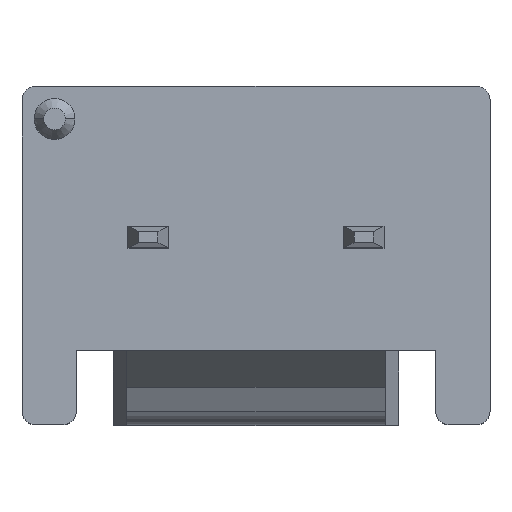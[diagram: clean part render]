
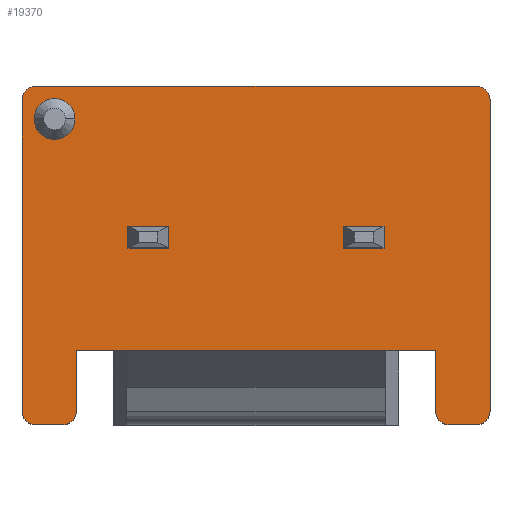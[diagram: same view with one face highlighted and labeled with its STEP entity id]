
A CAD part, top view. The second image highlights one B-rep face of the part: STEP entity #19370.
In plain terms, the highlighted planar face has unit normal (0, 0, 1).
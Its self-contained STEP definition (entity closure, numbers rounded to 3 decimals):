
#100=CARTESIAN_POINT('',(0.067,-13.061,20.1));
#110=VERTEX_POINT('',#100);
#160=CARTESIAN_POINT('',(0.067,0.,20.1));
#170=DIRECTION('',(0.,1.,0.));
#180=VECTOR('',#170,1.);
#190=LINE('',#160,#180);
#200=CARTESIAN_POINT('',(0.067,-10.811,20.1));
#210=VERTEX_POINT('',#200);
#220=EDGE_CURVE('',#110,#210,#190,.T.);
#2770=CARTESIAN_POINT('',(11.387,-7.061,20.1));
#2780=VERTEX_POINT('',#2770);
#2810=CARTESIAN_POINT('',(3.96,-7.061,20.1));
#2820=DIRECTION('',(1.,0.,0.));
#2830=VECTOR('',#2820,1.);
#2840=LINE('',#2810,#2830);
#2850=CARTESIAN_POINT('',(9.887,-7.061,20.1));
#2860=VERTEX_POINT('',#2850);
#2870=EDGE_CURVE('',#2860,#2780,#2840,.T.);
#3580=CARTESIAN_POINT('',(-0.433,-13.561,20.1));
#3590=VERTEX_POINT('',#3580);
#3620=CARTESIAN_POINT('',(-0.433,-13.061,20.1));
#3630=DIRECTION('',(0.,0.,-1.));
#3640=DIRECTION('',(-1.,0.,0.));
#3650=AXIS2_PLACEMENT_3D('',#3620,#3630,#3640);
#3660=CIRCLE('',#3650,0.5);
#3670=EDGE_CURVE('',#110,#3590,#3660,.T.);
#5190=CARTESIAN_POINT('',(-1.933,-1.611,20.1));
#5200=VERTEX_POINT('',#5190);
#5230=CARTESIAN_POINT('',(-1.933,0.,20.1));
#5240=DIRECTION('',(0.,-1.,0.));
#5250=VECTOR('',#5240,1.);
#5260=LINE('',#5230,#5250);
#5270=CARTESIAN_POINT('',(-1.933,-13.061,20.1));
#5280=VERTEX_POINT('',#5270);
#5290=EDGE_CURVE('',#5200,#5280,#5260,.T.);
#7390=CARTESIAN_POINT('',(-1.433,-13.561,20.1));
#7400=VERTEX_POINT('',#7390);
#7430=CARTESIAN_POINT('',(3.96,-13.561,20.1));
#7440=DIRECTION('',(1.,0.,0.));
#7450=VECTOR('',#7440,1.);
#7460=LINE('',#7430,#7450);
#7470=EDGE_CURVE('',#7400,#3590,#7460,.T.);
#7660=CARTESIAN_POINT('',(-1.433,-13.061,20.1));
#7670=DIRECTION('',(0.,0.,-1.));
#7680=DIRECTION('',(-1.,0.,0.));
#7690=AXIS2_PLACEMENT_3D('',#7660,#7670,#7680);
#7700=CIRCLE('',#7690,0.5);
#7710=EDGE_CURVE('',#7400,#5280,#7700,.T.);
#8740=CARTESIAN_POINT('',(9.887,-6.261,20.1));
#8750=VERTEX_POINT('',#8740);
#8780=CARTESIAN_POINT('',(3.96,-6.261,20.1));
#8790=DIRECTION('',(-1.,0.,0.));
#8800=VECTOR('',#8790,1.);
#8810=LINE('',#8780,#8800);
#8820=CARTESIAN_POINT('',(11.387,-6.261,20.1));
#8830=VERTEX_POINT('',#8820);
#8840=EDGE_CURVE('',#8830,#8750,#8810,.T.);
#9830=CARTESIAN_POINT('',(3.96,-10.811,20.1));
#9840=DIRECTION('',(1.,0.,0.));
#9850=VECTOR('',#9840,1.);
#9860=LINE('',#9830,#9850);
#9870=CARTESIAN_POINT('',(13.287,-10.811,20.1));
#9880=VERTEX_POINT('',#9870);
#9890=EDGE_CURVE('',#210,#9880,#9860,.T.);
#17500=CARTESIAN_POINT('',(13.287,-13.061,20.1));
#17510=VERTEX_POINT('',#17500);
#17540=CARTESIAN_POINT('',(13.787,-13.061,20.1));
#17550=DIRECTION('',(0.,0.,-1.));
#17560=DIRECTION('',(-1.,0.,0.));
#17570=AXIS2_PLACEMENT_3D('',#17540,#17550,#17560);
#17580=CIRCLE('',#17570,0.5);
#17590=CARTESIAN_POINT('',(13.787,-13.561,20.1));
#17600=VERTEX_POINT('',#17590);
#17610=EDGE_CURVE('',#17600,#17510,#17580,.T.);
#18030=CARTESIAN_POINT('',(-2.363,-13.872,20.1));
#18040=DIRECTION('',(0.,0.,1.));
#18050=DIRECTION('',(1.,0.,0.));
#18060=AXIS2_PLACEMENT_3D('',#18030,#18040,#18050);
#18070=PLANE('',#18060);
#18080=CARTESIAN_POINT('',(3.96,-1.111,20.1));
#18090=DIRECTION('',(-1.,0.,0.));
#18100=VECTOR('',#18090,1.);
#18110=LINE('',#18080,#18100);
#18120=CARTESIAN_POINT('',(14.787,-1.111,20.1));
#18130=VERTEX_POINT('',#18120);
#18140=CARTESIAN_POINT('',(-1.433,-1.111,20.1));
#18150=VERTEX_POINT('',#18140);
#18160=EDGE_CURVE('',#18130,#18150,#18110,.T.);
#18170=ORIENTED_EDGE('',*,*,#18160,.T.);
#18180=CARTESIAN_POINT('',(14.787,-1.611,20.1));
#18190=DIRECTION('',(0.,0.,-1.));
#18200=DIRECTION('',(-1.,0.,0.));
#18210=AXIS2_PLACEMENT_3D('',#18180,#18190,#18200);
#18220=CIRCLE('',#18210,0.5);
#18230=CARTESIAN_POINT('',(15.287,-1.611,20.1));
#18240=VERTEX_POINT('',#18230);
#18250=EDGE_CURVE('',#18130,#18240,#18220,.T.);
#18260=ORIENTED_EDGE('',*,*,#18250,.F.);
#18270=CARTESIAN_POINT('',(15.287,0.,20.1));
#18280=DIRECTION('',(0.,1.,0.));
#18290=VECTOR('',#18280,1.);
#18300=LINE('',#18270,#18290);
#18310=CARTESIAN_POINT('',(15.287,-13.061,20.1));
#18320=VERTEX_POINT('',#18310);
#18330=EDGE_CURVE('',#18320,#18240,#18300,.T.);
#18340=ORIENTED_EDGE('',*,*,#18330,.T.);
#18350=CARTESIAN_POINT('',(14.787,-13.061,20.1));
#18360=DIRECTION('',(0.,0.,-1.));
#18370=DIRECTION('',(-1.,0.,0.));
#18380=AXIS2_PLACEMENT_3D('',#18350,#18360,#18370);
#18390=CIRCLE('',#18380,0.5);
#18400=CARTESIAN_POINT('',(14.787,-13.561,20.1));
#18410=VERTEX_POINT('',#18400);
#18420=EDGE_CURVE('',#18320,#18410,#18390,.T.);
#18430=ORIENTED_EDGE('',*,*,#18420,.F.);
#18440=CARTESIAN_POINT('',(3.96,-13.561,20.1));
#18450=DIRECTION('',(1.,0.,0.));
#18460=VECTOR('',#18450,1.);
#18470=LINE('',#18440,#18460);
#18480=EDGE_CURVE('',#17600,#18410,#18470,.T.);
#18490=ORIENTED_EDGE('',*,*,#18480,.T.);
#18500=ORIENTED_EDGE('',*,*,#17610,.F.);
#18510=CARTESIAN_POINT('',(13.287,0.,20.1));
#18520=DIRECTION('',(0.,-1.,0.));
#18530=VECTOR('',#18520,1.);
#18540=LINE('',#18510,#18530);
#18550=EDGE_CURVE('',#9880,#17510,#18540,.T.);
#18560=ORIENTED_EDGE('',*,*,#18550,.T.);
#18570=ORIENTED_EDGE('',*,*,#9890,.T.);
#18580=ORIENTED_EDGE('',*,*,#220,.T.);
#18590=ORIENTED_EDGE('',*,*,#3670,.F.);
#18600=ORIENTED_EDGE('',*,*,#7470,.T.);
#18610=ORIENTED_EDGE('',*,*,#7710,.F.);
#18620=ORIENTED_EDGE('',*,*,#5290,.T.);
#18630=CARTESIAN_POINT('',(-1.433,-1.611,20.1));
#18640=DIRECTION('',(0.,0.,1.));
#18650=DIRECTION('',(1.,0.,0.));
#18660=AXIS2_PLACEMENT_3D('',#18630,#18640,#18650);
#18670=CIRCLE('',#18660,0.5);
#18680=EDGE_CURVE('',#18150,#5200,#18670,.T.);
#18690=ORIENTED_EDGE('',*,*,#18680,.T.);
#18700=EDGE_LOOP('',(#18690,#18620,#18610,#18600,#18590,#18580,#18570,
#18560,#18500,#18490,#18430,#18340,#18260,#18170));
#18710=FACE_OUTER_BOUND('',#18700,.T.);
#18720=CARTESIAN_POINT('',(9.887,0.,20.1));
#18730=DIRECTION('',(0.,-1.,0.));
#18740=VECTOR('',#18730,1.);
#18750=LINE('',#18720,#18740);
#18760=EDGE_CURVE('',#8750,#2860,#18750,.T.);
#18770=ORIENTED_EDGE('',*,*,#18760,.F.);
#18780=ORIENTED_EDGE('',*,*,#2870,.F.);
#18790=CARTESIAN_POINT('',(11.387,0.,20.1));
#18800=DIRECTION('',(0.,1.,0.));
#18810=VECTOR('',#18800,1.);
#18820=LINE('',#18790,#18810);
#18830=EDGE_CURVE('',#2780,#8830,#18820,.T.);
#18840=ORIENTED_EDGE('',*,*,#18830,.F.);
#18850=ORIENTED_EDGE('',*,*,#8840,.F.);
#18860=EDGE_LOOP('',(#18850,#18840,#18780,#18770));
#18870=FACE_BOUND('',#18860,.T.);
#18880=CARTESIAN_POINT('',(3.96,-7.061,20.1));
#18890=DIRECTION('',(1.,0.,0.));
#18900=VECTOR('',#18890,1.);
#18910=LINE('',#18880,#18900);
#18920=CARTESIAN_POINT('',(1.967,-7.061,20.1));
#18930=VERTEX_POINT('',#18920);
#18940=CARTESIAN_POINT('',(3.467,-7.061,20.1));
#18950=VERTEX_POINT('',#18940);
#18960=EDGE_CURVE('',#18930,#18950,#18910,.T.);
#18970=ORIENTED_EDGE('',*,*,#18960,.F.);
#18980=CARTESIAN_POINT('',(3.467,0.,20.1));
#18990=DIRECTION('',(0.,1.,0.));
#19000=VECTOR('',#18990,1.);
#19010=LINE('',#18980,#19000);
#19020=CARTESIAN_POINT('',(3.467,-6.261,20.1));
#19030=VERTEX_POINT('',#19020);
#19040=EDGE_CURVE('',#18950,#19030,#19010,.T.);
#19050=ORIENTED_EDGE('',*,*,#19040,.F.);
#19060=CARTESIAN_POINT('',(3.96,-6.261,20.1));
#19070=DIRECTION('',(-1.,0.,0.));
#19080=VECTOR('',#19070,1.);
#19090=LINE('',#19060,#19080);
#19100=CARTESIAN_POINT('',(1.967,-6.261,20.1));
#19110=VERTEX_POINT('',#19100);
#19120=EDGE_CURVE('',#19030,#19110,#19090,.T.);
#19130=ORIENTED_EDGE('',*,*,#19120,.F.);
#19140=CARTESIAN_POINT('',(1.967,0.,20.1));
#19150=DIRECTION('',(0.,-1.,0.));
#19160=VECTOR('',#19150,1.);
#19170=LINE('',#19140,#19160);
#19180=EDGE_CURVE('',#19110,#18930,#19170,.T.);
#19190=ORIENTED_EDGE('',*,*,#19180,.F.);
#19200=EDGE_LOOP('',(#19190,#19130,#19050,#18970));
#19210=FACE_BOUND('',#19200,.T.);
#19220=CARTESIAN_POINT('',(-0.733,-2.311,20.1));
#19230=DIRECTION('',(0.,0.,1.));
#19240=DIRECTION('',(1.,0.,0.));
#19250=AXIS2_PLACEMENT_3D('',#19220,#19230,#19240);
#19260=CIRCLE('',#19250,0.75);
#19270=CARTESIAN_POINT('',(-1.483,-2.311,20.1));
#19280=VERTEX_POINT('',#19270);
#19290=CARTESIAN_POINT('',(0.017,-2.311,20.1));
#19300=VERTEX_POINT('',#19290);
#19310=EDGE_CURVE('',#19280,#19300,#19260,.T.);
#19320=ORIENTED_EDGE('',*,*,#19310,.F.);
#19330=EDGE_CURVE('',#19300,#19280,#19260,.T.);
#19340=ORIENTED_EDGE('',*,*,#19330,.F.);
#19350=EDGE_LOOP('',(#19340,#19320));
#19360=FACE_BOUND('',#19350,.T.);
#19370=ADVANCED_FACE('',(#18710,#18870,#19210,#19360),#18070,.T.);
